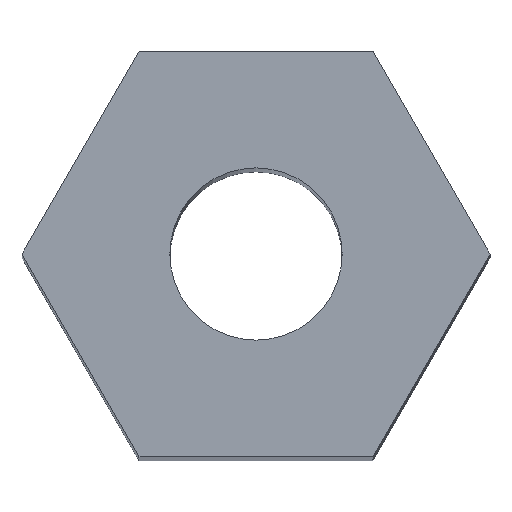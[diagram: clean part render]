
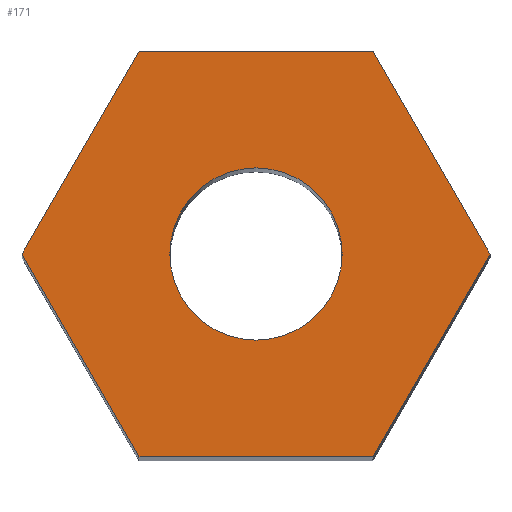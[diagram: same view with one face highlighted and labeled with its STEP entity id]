
A CAD part, top view. The second image highlights one B-rep face of the part: STEP entity #171.
In plain terms, the highlighted planar face has unit normal (0, 0, 1).
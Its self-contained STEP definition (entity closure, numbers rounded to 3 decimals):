
#17=FACE_BOUND('',#39,.T.);
#19=CIRCLE('',#195,1.7);
#28=FACE_OUTER_BOUND('',#38,.T.);
#38=EDGE_LOOP('',(#148,#149,#150,#151,#152,#153));
#39=EDGE_LOOP('',(#154));
#47=LINE('',#260,#66);
#49=LINE('',#264,#68);
#51=LINE('',#268,#70);
#54=LINE('',#274,#73);
#56=LINE('',#277,#75);
#57=LINE('',#279,#76);
#66=VECTOR('',#212,10.);
#68=VECTOR('',#216,10.);
#70=VECTOR('',#220,10.);
#73=VECTOR('',#225,10.);
#75=VECTOR('',#229,10.);
#76=VECTOR('',#232,10.);
#85=VERTEX_POINT('',#257);
#86=VERTEX_POINT('',#259);
#87=VERTEX_POINT('',#263);
#88=VERTEX_POINT('',#267);
#89=VERTEX_POINT('',#271);
#90=VERTEX_POINT('',#273);
#91=VERTEX_POINT('',#281);
#100=EDGE_CURVE('',#86,#85,#47,.T.);
#102=EDGE_CURVE('',#86,#87,#49,.T.);
#104=EDGE_CURVE('',#87,#88,#51,.T.);
#107=EDGE_CURVE('',#90,#89,#54,.T.);
#109=EDGE_CURVE('',#89,#88,#56,.T.);
#110=EDGE_CURVE('',#85,#90,#57,.T.);
#111=EDGE_CURVE('',#91,#91,#19,.T.);
#148=ORIENTED_EDGE('',*,*,#109,.T.);
#149=ORIENTED_EDGE('',*,*,#104,.F.);
#150=ORIENTED_EDGE('',*,*,#102,.F.);
#151=ORIENTED_EDGE('',*,*,#100,.T.);
#152=ORIENTED_EDGE('',*,*,#110,.T.);
#153=ORIENTED_EDGE('',*,*,#107,.T.);
#154=ORIENTED_EDGE('',*,*,#111,.F.);
#162=PLANE('',#196);
#171=ADVANCED_FACE('',(#28,#17),#162,.T.);
#195=AXIS2_PLACEMENT_3D('',#282,#235,#236);
#196=AXIS2_PLACEMENT_3D('',#284,#238,#239);
#212=DIRECTION('',(0.5,-0.866,0.));
#216=DIRECTION('',(0.5,0.866,0.));
#220=DIRECTION('',(1.,0.,0.));
#225=DIRECTION('',(0.5,0.866,0.));
#229=DIRECTION('',(-0.5,0.866,0.));
#232=DIRECTION('',(1.,0.,0.));
#235=DIRECTION('center_axis',(0.,0.,1.));
#236=DIRECTION('ref_axis',(1.,0.,0.));
#238=DIRECTION('center_axis',(0.,0.,1.));
#239=DIRECTION('ref_axis',(0.5,0.866,0.));
#257=CARTESIAN_POINT('',(-2.309,-4.,22.5));
#259=CARTESIAN_POINT('',(-4.619,0.,22.5));
#260=CARTESIAN_POINT('',(-2.887,-3.,22.5));
#263=CARTESIAN_POINT('',(-2.309,4.,22.5));
#264=CARTESIAN_POINT('',(-4.619,0.,22.5));
#267=CARTESIAN_POINT('',(2.309,4.,22.5));
#268=CARTESIAN_POINT('',(0.,4.,22.5));
#271=CARTESIAN_POINT('',(4.619,0.,22.5));
#273=CARTESIAN_POINT('',(2.309,-4.,22.5));
#274=CARTESIAN_POINT('',(2.309,-4.,22.5));
#277=CARTESIAN_POINT('',(4.041,1.,22.5));
#279=CARTESIAN_POINT('',(0.,-4.,22.5));
#281=CARTESIAN_POINT('',(-1.7,0.,22.5));
#282=CARTESIAN_POINT('Origin',(0.,0.,22.5));
#284=CARTESIAN_POINT('Origin',(2.309,-4.,22.5));
